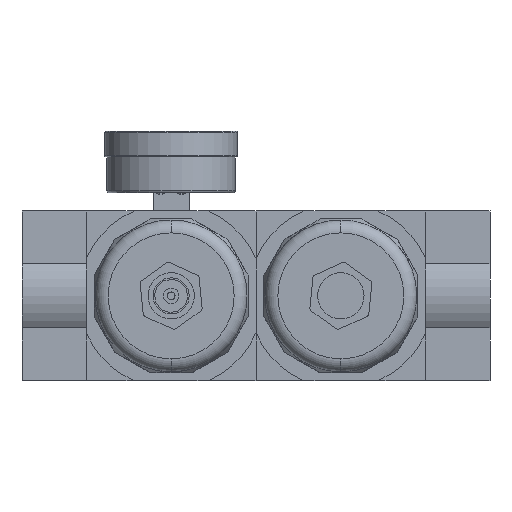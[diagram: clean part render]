
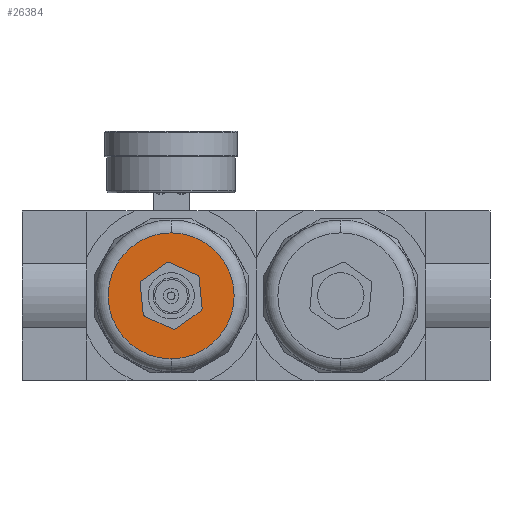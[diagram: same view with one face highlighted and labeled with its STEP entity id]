
A CAD part, front view. The second image highlights one B-rep face of the part: STEP entity #26384.
In plain terms, the highlighted planar face has unit normal (0, -1, 0).
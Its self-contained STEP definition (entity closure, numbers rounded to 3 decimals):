
#124 = VERTEX_POINT ( 'NONE', #31939 ) ;
#299 = VECTOR ( 'NONE', #19502, 1000. ) ;
#546 = EDGE_LOOP ( 'NONE', ( #18726, #13641 ) ) ;
#809 = DIRECTION ( 'NONE',  ( 0., 0., 1. ) ) ;
#1260 = EDGE_CURVE ( 'NONE', #23287, #32575, #27390, .T. ) ;
#1493 = LINE ( 'NONE', #12053, #299 ) ;
#2026 = CARTESIAN_POINT ( 'NONE',  ( -33., -163., 0. ) ) ;
#2062 = ORIENTED_EDGE ( 'NONE', *, *, #16426, .T. ) ;
#2614 = EDGE_CURVE ( 'NONE', #18026, #9106, #32814, .T. ) ;
#2636 = EDGE_CURVE ( 'NONE', #6301, #10687, #11121, .T. ) ;
#2650 = CIRCLE ( 'NONE', #14245, 13. ) ;
#2756 = DIRECTION ( 'NONE',  ( -0.912, 0., 0.411 ) ) ;
#3352 = VERTEX_POINT ( 'NONE', #10983 ) ;
#3587 = DIRECTION ( 'NONE',  ( 0., 0., -1. ) ) ;
#3828 = DIRECTION ( 'NONE',  ( 0., 0., 1. ) ) ;
#4415 = VECTOR ( 'NONE', #17884, 1000. ) ;
#4646 = ORIENTED_EDGE ( 'NONE', *, *, #6179, .T. ) ;
#4820 = DIRECTION ( 'NONE',  ( 0., 1., 0. ) ) ;
#5076 = CARTESIAN_POINT ( 'NONE',  ( -33.8, -163., 12.975 ) ) ;
#5169 = ORIENTED_EDGE ( 'NONE', *, *, #5746, .T. ) ;
#5746 = EDGE_CURVE ( 'NONE', #30767, #23472, #33734, .T. ) ;
#6179 = EDGE_CURVE ( 'NONE', #24907, #19488, #29071, .T. ) ;
#6220 = FACE_BOUND ( 'NONE', #6936, .T. ) ;
#6301 = VERTEX_POINT ( 'NONE', #25086 ) ;
#6724 = ORIENTED_EDGE ( 'NONE', *, *, #2614, .T. ) ;
#6928 = EDGE_CURVE ( 'NONE', #30041, #23287, #31023, .T. ) ;
#6936 = EDGE_LOOP ( 'NONE', ( #8745, #19927, #4646, #2062, #5169, #32538, #13313, #15278, #20890, #20876, #6724, #22695 ) ) ;
#7274 = CARTESIAN_POINT ( 'NONE',  ( -43.78, -163., -7.755 ) ) ;
#7340 = CARTESIAN_POINT ( 'NONE',  ( -45.105, -163., 5.458 ) ) ;
#8745 = ORIENTED_EDGE ( 'NONE', *, *, #20379, .T. ) ;
#9102 = CARTESIAN_POINT ( 'NONE',  ( -33., -163., 0. ) ) ;
#9106 = VERTEX_POINT ( 'NONE', #19975 ) ;
#9188 = CARTESIAN_POINT ( 'NONE',  ( -33., -163., 0. ) ) ;
#9345 = DIRECTION ( 'NONE',  ( 0., 1., 0. ) ) ;
#9347 = CARTESIAN_POINT ( 'NONE',  ( -33., -163., 0. ) ) ;
#10180 = VECTOR ( 'NONE', #18672, 1000. ) ;
#10687 = VERTEX_POINT ( 'NONE', #22774 ) ;
#10983 = CARTESIAN_POINT ( 'NONE',  ( -34.795, -163., 12.876 ) ) ;
#11121 = CIRCLE ( 'NONE', #23257, 24.5 ) ;
#11319 = AXIS2_PLACEMENT_3D ( 'NONE', #20486, #15471, #26190 ) ;
#11729 = CARTESIAN_POINT ( 'NONE',  ( -22.163, -163., 7.18 ) ) ;
#11757 = CARTESIAN_POINT ( 'NONE',  ( -33., -163., 0. ) ) ;
#12053 = CARTESIAN_POINT ( 'NONE',  ( -20.895, -163., -5.458 ) ) ;
#12794 = CIRCLE ( 'NONE', #26012, 13. ) ;
#12914 = VECTOR ( 'NONE', #23563, 1000. ) ;
#13313 = ORIENTED_EDGE ( 'NONE', *, *, #6928, .T. ) ;
#13641 = ORIENTED_EDGE ( 'NONE', *, *, #19610, .T. ) ;
#13917 = CARTESIAN_POINT ( 'NONE',  ( -21.363, -163., -5.795 ) ) ;
#14245 = AXIS2_PLACEMENT_3D ( 'NONE', #30197, #17054, #809 ) ;
#15278 = ORIENTED_EDGE ( 'NONE', *, *, #1260, .T. ) ;
#15471 = DIRECTION ( 'NONE',  ( 0., -1., 0. ) ) ;
#15922 = CARTESIAN_POINT ( 'NONE',  ( -31.674, -163., -13.213 ) ) ;
#16249 = VERTEX_POINT ( 'NONE', #11729 ) ;
#16426 = EDGE_CURVE ( 'NONE', #19488, #30767, #33167, .T. ) ;
#16594 = AXIS2_PLACEMENT_3D ( 'NONE', #2026, #22775, #20527 ) ;
#16765 = PLANE ( 'NONE',  #26087 ) ;
#17045 = DIRECTION ( 'NONE',  ( 0., -1., 0. ) ) ;
#17054 = DIRECTION ( 'NONE',  ( 0., 1., 0. ) ) ;
#17884 = DIRECTION ( 'NONE',  ( -0.1, 0., 0.995 ) ) ;
#18026 = VERTEX_POINT ( 'NONE', #5076 ) ;
#18672 = DIRECTION ( 'NONE',  ( -0.812, 0., -0.584 ) ) ;
#18726 = ORIENTED_EDGE ( 'NONE', *, *, #2636, .T. ) ;
#18882 = CIRCLE ( 'NONE', #24407, 13. ) ;
#19424 = VECTOR ( 'NONE', #33138, 1000. ) ;
#19488 = VERTEX_POINT ( 'NONE', #32320 ) ;
#19502 = DIRECTION ( 'NONE',  ( 0.1, 0., -0.995 ) ) ;
#19562 = VECTOR ( 'NONE', #2756, 1000. ) ;
#19610 = EDGE_CURVE ( 'NONE', #10687, #6301, #26226, .T. ) ;
#19910 = DIRECTION ( 'NONE',  ( 0., 0., 1. ) ) ;
#19927 = ORIENTED_EDGE ( 'NONE', *, *, #24009, .T. ) ;
#19975 = CARTESIAN_POINT ( 'NONE',  ( -22.747, -163., 7.992 ) ) ;
#20379 = EDGE_CURVE ( 'NONE', #16249, #124, #1493, .T. ) ;
#20486 = CARTESIAN_POINT ( 'NONE',  ( -33., -163., 0. ) ) ;
#20527 = DIRECTION ( 'NONE',  ( 0., 0., 1. ) ) ;
#20876 = ORIENTED_EDGE ( 'NONE', *, *, #29998, .T. ) ;
#20890 = ORIENTED_EDGE ( 'NONE', *, *, #31035, .T. ) ;
#21312 = CARTESIAN_POINT ( 'NONE',  ( -34.326, -163., 13.213 ) ) ;
#22291 = CARTESIAN_POINT ( 'NONE',  ( -43.837, -163., -7.18 ) ) ;
#22695 = ORIENTED_EDGE ( 'NONE', *, *, #29693, .T. ) ;
#22774 = CARTESIAN_POINT ( 'NONE',  ( -33., -163., 24.5 ) ) ;
#22775 = DIRECTION ( 'NONE',  ( 0., 1., 0. ) ) ;
#22973 = AXIS2_PLACEMENT_3D ( 'NONE', #33908, #4820, #25758 ) ;
#23257 = AXIS2_PLACEMENT_3D ( 'NONE', #9102, #17045, #3587 ) ;
#23287 = VERTEX_POINT ( 'NONE', #30356 ) ;
#23472 = VERTEX_POINT ( 'NONE', #32418 ) ;
#23563 = DIRECTION ( 'NONE',  ( 0.812, 0., 0.584 ) ) ;
#24009 = EDGE_CURVE ( 'NONE', #124, #24907, #12794, .T. ) ;
#24169 = DIRECTION ( 'NONE',  ( 0., -1., 0. ) ) ;
#24407 = AXIS2_PLACEMENT_3D ( 'NONE', #9188, #9345, #19910 ) ;
#24907 = VERTEX_POINT ( 'NONE', #13917 ) ;
#25041 = CIRCLE ( 'NONE', #29463, 13. ) ;
#25066 = DIRECTION ( 'NONE',  ( 0., 1., 0. ) ) ;
#25086 = CARTESIAN_POINT ( 'NONE',  ( -33., -163., -24.5 ) ) ;
#25224 = CARTESIAN_POINT ( 'NONE',  ( -44.637, -163., 5.795 ) ) ;
#25266 = DIRECTION ( 'NONE',  ( 0., 1., 0. ) ) ;
#25758 = DIRECTION ( 'NONE',  ( 0., 0., 1. ) ) ;
#26012 = AXIS2_PLACEMENT_3D ( 'NONE', #9347, #25266, #3828 ) ;
#26087 = AXIS2_PLACEMENT_3D ( 'NONE', #27298, #24169, #31799 ) ;
#26190 = DIRECTION ( 'NONE',  ( 0., 0., -1. ) ) ;
#26226 = CIRCLE ( 'NONE', #11319, 24.5 ) ;
#26384 = ADVANCED_FACE ( 'NONE', ( #29886, #6220 ), #16765, .T. ) ;
#27298 = CARTESIAN_POINT ( 'NONE',  ( -33., -163., 29.5 ) ) ;
#27390 = CIRCLE ( 'NONE', #22973, 13. ) ;
#29071 = LINE ( 'NONE', #15922, #10180 ) ;
#29463 = AXIS2_PLACEMENT_3D ( 'NONE', #11757, #25066, #30233 ) ;
#29693 = EDGE_CURVE ( 'NONE', #9106, #16249, #18882, .T. ) ;
#29886 = FACE_OUTER_BOUND ( 'NONE', #546, .T. ) ;
#29998 = EDGE_CURVE ( 'NONE', #3352, #18026, #25041, .T. ) ;
#30041 = VERTEX_POINT ( 'NONE', #22291 ) ;
#30197 = CARTESIAN_POINT ( 'NONE',  ( -33., -163., 0. ) ) ;
#30233 = DIRECTION ( 'NONE',  ( 0., 0., 1. ) ) ;
#30318 = CARTESIAN_POINT ( 'NONE',  ( -32.2, -163., -12.975 ) ) ;
#30356 = CARTESIAN_POINT ( 'NONE',  ( -45.048, -163., 4.884 ) ) ;
#30714 = CARTESIAN_POINT ( 'NONE',  ( -22.22, -163., 7.755 ) ) ;
#30767 = VERTEX_POINT ( 'NONE', #30318 ) ;
#31023 = LINE ( 'NONE', #7340, #4415 ) ;
#31035 = EDGE_CURVE ( 'NONE', #32575, #3352, #31527, .T. ) ;
#31527 = LINE ( 'NONE', #21312, #12914 ) ;
#31799 = DIRECTION ( 'NONE',  ( 0., 0., -1. ) ) ;
#31939 = CARTESIAN_POINT ( 'NONE',  ( -20.952, -163., -4.884 ) ) ;
#32320 = CARTESIAN_POINT ( 'NONE',  ( -31.205, -163., -12.876 ) ) ;
#32418 = CARTESIAN_POINT ( 'NONE',  ( -43.253, -163., -7.992 ) ) ;
#32538 = ORIENTED_EDGE ( 'NONE', *, *, #32990, .T. ) ;
#32575 = VERTEX_POINT ( 'NONE', #25224 ) ;
#32814 = LINE ( 'NONE', #30714, #19424 ) ;
#32990 = EDGE_CURVE ( 'NONE', #23472, #30041, #2650, .T. ) ;
#33138 = DIRECTION ( 'NONE',  ( 0.912, 0., -0.411 ) ) ;
#33167 = CIRCLE ( 'NONE', #16594, 13. ) ;
#33734 = LINE ( 'NONE', #7274, #19562 ) ;
#33908 = CARTESIAN_POINT ( 'NONE',  ( -33., -163., 0. ) ) ;
